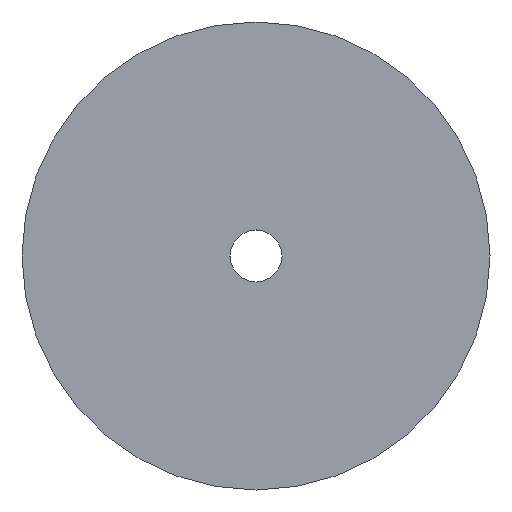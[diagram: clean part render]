
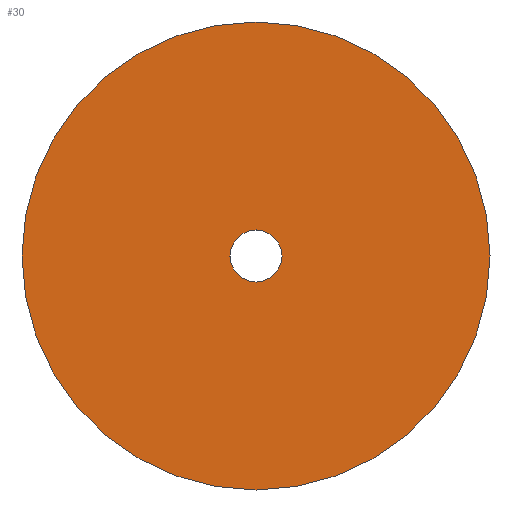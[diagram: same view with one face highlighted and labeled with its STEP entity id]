
A CAD part, front view. The second image highlights one B-rep face of the part: STEP entity #30.
In plain terms, the highlighted planar face has unit normal (0, -1, 0).
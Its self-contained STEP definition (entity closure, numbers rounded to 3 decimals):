
#24 = ORIENTED_EDGE ( 'NONE', *, *, #98, .T. ) ;
#25 = ORIENTED_EDGE ( 'NONE', *, *, #100, .T. ) ;
#26 = ORIENTED_EDGE ( 'NONE', *, *, #32, .F. ) ;
#27 = ORIENTED_EDGE ( 'NONE', *, *, #121, .F. ) ;
#30 = ADVANCED_FACE ( 'NONE', ( #144, #143 ), #138, .F. ) ;
#31 = EDGE_LOOP ( 'NONE', ( #24, #25 ) ) ;
#32 = EDGE_CURVE ( 'NONE', #120, #118, #131, .T. ) ;
#47 = EDGE_LOOP ( 'NONE', ( #26, #27 ) ) ;
#98 = EDGE_CURVE ( 'NONE', #164, #101, #227, .T. ) ;
#100 = EDGE_CURVE ( 'NONE', #101, #164, #228, .T. ) ;
#101 = VERTEX_POINT ( 'NONE', #208 ) ;
#118 = VERTEX_POINT ( 'NONE', #259 ) ;
#120 = VERTEX_POINT ( 'NONE', #258 ) ;
#121 = EDGE_CURVE ( 'NONE', #118, #120, #257, .T. ) ;
#128 = DIRECTION ( 'NONE',  ( 0., 0., 1. ) ) ;
#129 = DIRECTION ( 'NONE',  ( 0., 1., 0. ) ) ;
#130 = AXIS2_PLACEMENT_3D ( 'NONE', #137, #129, #128 ) ;
#131 = CIRCLE ( 'NONE', #130, 22.5 ) ;
#133 = DIRECTION ( 'NONE',  ( 0., 0., 1. ) ) ;
#134 = DIRECTION ( 'NONE',  ( 0., 1., 0. ) ) ;
#135 = CARTESIAN_POINT ( 'NONE',  ( 2.5, -27., 0. ) ) ;
#136 = AXIS2_PLACEMENT_3D ( 'NONE', #135, #134, #133 ) ;
#137 = CARTESIAN_POINT ( 'NONE',  ( 0., -27., 0. ) ) ;
#138 = PLANE ( 'NONE',  #136 ) ;
#143 = FACE_BOUND ( 'NONE', #31, .T. ) ;
#144 = FACE_OUTER_BOUND ( 'NONE', #47, .T. ) ;
#164 = VERTEX_POINT ( 'NONE', #250 ) ;
#208 = CARTESIAN_POINT ( 'NONE',  ( 0., -27., -2.5 ) ) ;
#209 = DIRECTION ( 'NONE',  ( 0., 0., 1. ) ) ;
#210 = DIRECTION ( 'NONE',  ( 0., 1., 0. ) ) ;
#211 = CARTESIAN_POINT ( 'NONE',  ( 0., -27., 0. ) ) ;
#212 = AXIS2_PLACEMENT_3D ( 'NONE', #211, #210, #209 ) ;
#220 = DIRECTION ( 'NONE',  ( 0., 0., 1. ) ) ;
#221 = DIRECTION ( 'NONE',  ( 0., 1., 0. ) ) ;
#222 = CARTESIAN_POINT ( 'NONE',  ( 0., -27., 0. ) ) ;
#223 = AXIS2_PLACEMENT_3D ( 'NONE', #222, #221, #220 ) ;
#224 = DIRECTION ( 'NONE',  ( 0., 1., 0. ) ) ;
#225 = CARTESIAN_POINT ( 'NONE',  ( 0., -27., 0. ) ) ;
#226 = AXIS2_PLACEMENT_3D ( 'NONE', #225, #224, #229 ) ;
#227 = CIRCLE ( 'NONE', #226, 2.5 ) ;
#228 = CIRCLE ( 'NONE', #212, 2.5 ) ;
#229 = DIRECTION ( 'NONE',  ( 0., 0., 1. ) ) ;
#250 = CARTESIAN_POINT ( 'NONE',  ( 0., -27., 2.5 ) ) ;
#257 = CIRCLE ( 'NONE', #223, 22.5 ) ;
#258 = CARTESIAN_POINT ( 'NONE',  ( 0., -27., -22.5 ) ) ;
#259 = CARTESIAN_POINT ( 'NONE',  ( 0., -27., 22.5 ) ) ;
